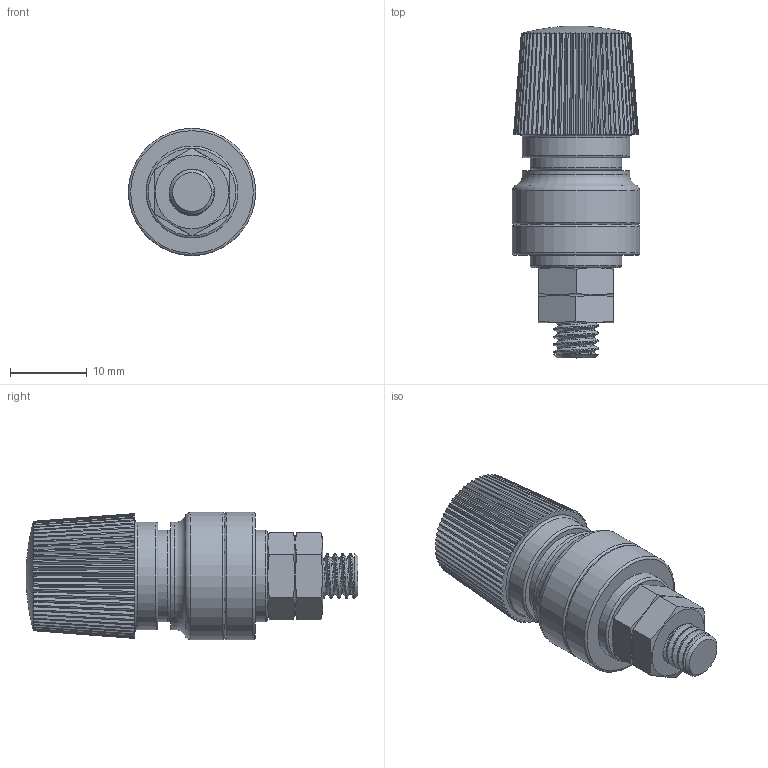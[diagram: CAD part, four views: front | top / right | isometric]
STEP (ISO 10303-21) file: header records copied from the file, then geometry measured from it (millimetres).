
FILE_DESCRIPTION(/* description */ (''),/* implementation_level */ '2;1');
FILE_NAME(/* name */ 'M6 100A Binding Post - Black.step',/* time_stamp */ '2025-05-22T20:07:33+01:00',/* author */ (''),/* organization */ (''),/* preprocessor_version */ 'ST-DEVELOPER v20.1',/* originating_system */ 'Autodesk Translation Framework v14.10.0.0',/* authorisation */ '');
FILE_SCHEMA (('AUTOMOTIVE_DESIGN { 1 0 10303 214 3 1 1 }'));
Length unit declared in the file: millimetre
Products named in the file (7): M6 100A Binding Post Black; Inner Base; M6 Bar; Outer Base; M6 Washer; M6 Thin Nut; Cap
Assembly tree (9 placements, depth 2):
  M6 100A Binding Post Black
    M6 Thin Nut  x3
    M6 Washer  x2
    Inner Base
    M6 Bar
    Outer Base
    Cap
Bounding box: 16.6 x 43.3 x 16.6 mm (x, y, z)
Volume: 6021.6 mm3; surface area: 5665.5 mm2
Topology: 9 solids, 9 shells, 397 faces, 1113 edges, 738 vertices
Faces by surface type: plane 168, cylinder 132, cone 68, torus 18, bspline 11
Full cylindrical faces by diameter (mm): 4.744 x12, 5.035 x8, 5.884 x21, 6.147 x5, 6.2 x2, 6.3 x2, 8.6 x1, 9 x1, 12 x2, 14 x2, 16.6 x2
Entity records: 17571 total; most frequent: CARTESIAN_POINT 9097, ORIENTED_EDGE 1972, DIRECTION 1458, EDGE_CURVE 986, VERTEX_POINT 654, AXIS2_PLACEMENT_3D 572, EDGE_LOOP 362, FACE_OUTER_BOUND 349
